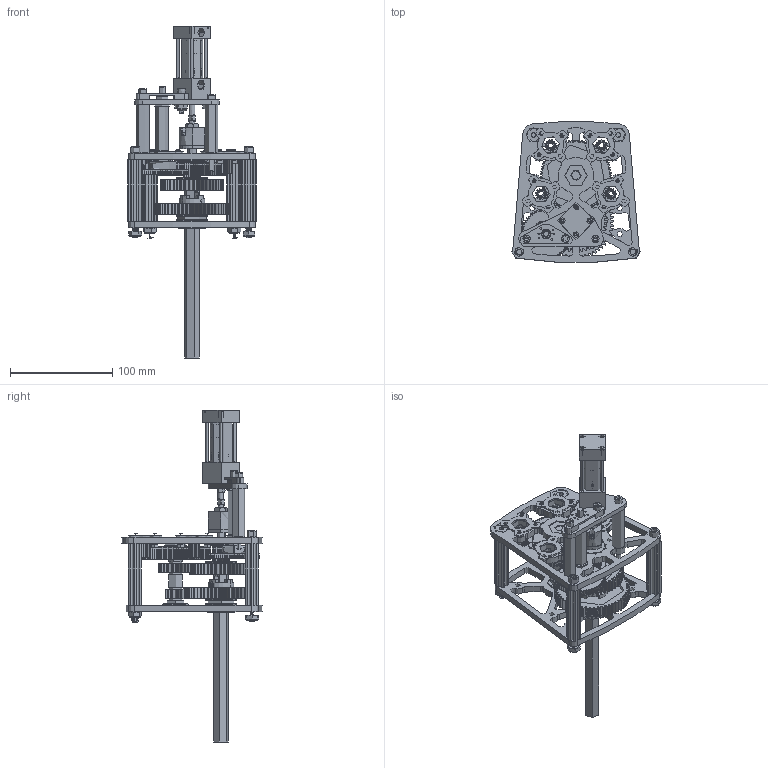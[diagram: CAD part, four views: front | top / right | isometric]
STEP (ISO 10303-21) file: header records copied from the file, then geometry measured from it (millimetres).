
FILE_DESCRIPTION (( 'STEP AP214' ), '1' );
FILE_NAME ('2 Stage 4 RedLine EVO Shifter.STEP', '2017-11-28T21:02:19', ( '' ), ( '' ), 'SwSTEP 2.0', 'SolidWorks 2017', '' );
FILE_SCHEMA (( 'AUTOMOTIVE_DESIGN' ));
Length unit declared in the file: inch
Products named in the file (163): FR8ZZ Hex Bearing; BHCS 10-32 x 0.25; 2 Stage 4 RedLine EVO Shifter; Q298187-02; Evo Shifter 2 Stage Plate Spacer Churro Version; 14-20x3250 shcs; 1940-002; 46t 20dp 4 Tooth Dog Pattern Gear; 4-40 x .500 SHCS with threads; SHCS M4x10_91290A187; 10-32 Nylock Nut; 1972-015; 4-40 x .500 SHCS with threads_90128A110; 14-20 NyLock thin - Mcm 90566A029; 68689-008-X; 24T 20DP 375hex 375 FW; SHCS 10-32 x 0.75; Shift Block Cap; .125t x .443ID Nylon Spacer; 2696-01; 20T 32DP 375 Bore Encoder Gear; 8-32 x 0375 SHCS; Shift Block; 12T 32DP 5MM Bore Gear; 2693; Evo Shifter 2 Axle Long Hex Output Shaft; Ruland Round Collar Clamp 375 Bore; 60355K503_BALL BEARING_60355K503; 1931-001; 60355K503_BALL BEARING; am-3483+60T+32DP+.250+bore+Encoder+Gear; Shift Shaft; 250x1000 dowel; 4573-008; SHCS M4x10; 775 Vent Plate Spacer; 14-20 x 3.250 FHCS_91263A570; Evo Shifter 2 Axle Shaft Plate Universal; SHCS 10-32 x 2.75; 4576-008 ...
Assembly tree (114 placements, depth 4):
  FR8ZZ Hex Bearing
  BHCS 10-32 x 0.25
  2 Stage 4 RedLine EVO Shifter
    Evo Shifter 4 775 Motor Plate Production
    FR6ZZ Bearing  x2
    FR6ZZ-L Bearing
    Evo Shifter 2 Axle Cluster Shaft
    85T 32DP 375 Hex Bore Gear
    .440 ID .500lg Bronze Sleeve Bearing
    14T 20dp 375hex 375 FW_Inch - Spur gear 20DP 14T 14.5PA .568FW ---S14N3.0H2.0L0.25N
    775 Vent Plate Spacer  x4
    12T 32DP 5MM Bore Gear  x4
    .125t x .443ID Nylon Spacer
    Evo Shifter 2 Stage Plate Spacer Churro Version  x4
    SHCS M4x10_91290A187  x8
    Evo Shifter 2 Axle Long Hex Output Shaft
    20T 32DP 375 Bore Encoder Gear
    24T 20DP 375hex 375 FW
    46t 20dp 4 Tooth Dog Pattern Gear
    FR8ZZ Hex Bearing  x3
    500-e-klip  x2
    4 Tooth Dog Assem VERSION 2
      4 Tooth Dog VERSION 2
      92012A506_ALLOY STEEL TIGHT-TOLERANCE SHOULDER SCREW_92012A506
    56T 20DP Dog Pattern Gear
    .125t x .629ID am-1358 Nylon Spacer
    Evo Shifter 2 Axle Shaft Plate Universal
    am-3451 Evo Shifter Shift Assembly
      Shift Shaft
      60355K503_BALL BEARING_60355K503
      Shift Block
      Shift Block Cap
      4-40 x .500 SHCS with threads_90128A110  x2
      BHCS 10-32 x 0.25_SBHCSCREW 0.19-32x0.25-HX-C
    1.867 Spacer  x2
    Evo Shifter Encoder And Shift Plate
    GEN3 Shift Cylinder
      Q298187-01
      4540-0-01-004
        3186-113
        4579-004
        3163-01
      4597-008
      4600-004
      4573-008  x4
        1563-01
        4576-008
      1931-001
      2693
      2696-01
      68689-008-X
      1940-002
      1972-015
      Q298187-02
    0375 x 500 Flanged Bushing  x2
    Evo Shifter Encoder Shaft
    SHCS 10-32 x 2.75_HX-SHCS 0.19-32x2.75x0.875-C  x2
    am-0208 Encoder Mount Pad(smart part)_Kip
    250x1000 dowel
    14-20 NyLock thin - Mcm 90566A029_90566A029  x4
Bounding box: 125.79 x 137.16 x 324.35 mm (x, y, z)
Volume: 333886.9 mm3; surface area: 242713.5 mm2
Topology: 108 solids, 108 shells, 5439 faces, 14599 edges, 9486 vertices
Faces by surface type: cylinder 3710, plane 862, cone 704, bspline 93, torus 52, sphere 18
Entity records: 144288 total; most frequent: CARTESIAN_POINT 45182, DIRECTION 20494, ORIENTED_EDGE 18894, EDGE_CURVE 9447, AXIS2_PLACEMENT_3D 8449, VERTEX_POINT 6169, CIRCLE 4895, EDGE_LOOP 3850
